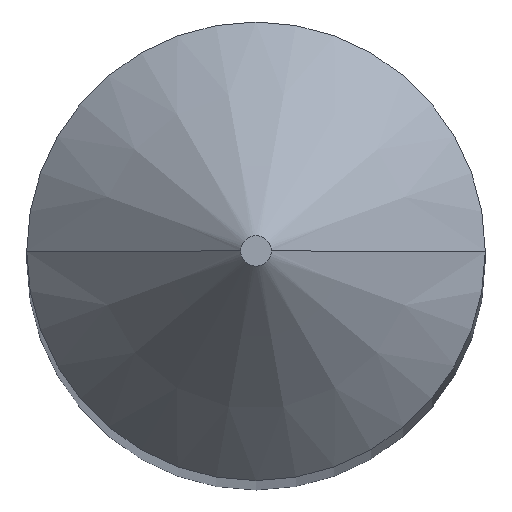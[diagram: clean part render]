
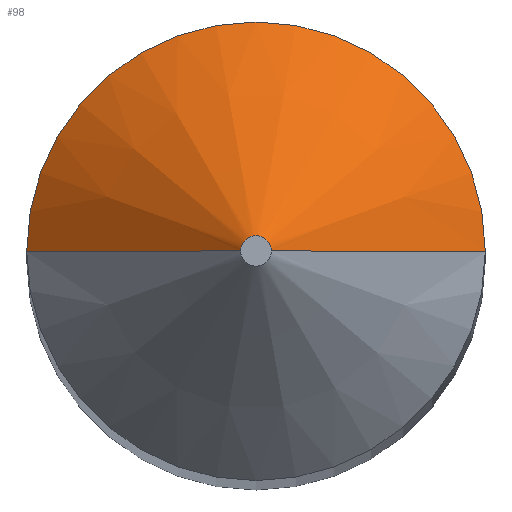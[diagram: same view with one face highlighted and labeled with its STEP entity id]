
A CAD part, top view. The second image highlights one B-rep face of the part: STEP entity #98.
In plain terms, the highlighted conical face has half-angle 45 degrees and reference radius 0.1 mm.
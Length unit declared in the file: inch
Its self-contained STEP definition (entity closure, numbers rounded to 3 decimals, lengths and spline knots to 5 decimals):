
#3 = CIRCLE ( 'NONE', #102, 0.05905 ) ;
#4 = EDGE_CURVE ( 'NONE', #190, #229, #196, .T. ) ;
#12 = AXIS2_PLACEMENT_3D ( 'NONE', #67, #201, #34 ) ;
#16 = VERTEX_POINT ( 'NONE', #142 ) ;
#28 = VECTOR ( 'NONE', #167, 39.37008 ) ;
#29 = EDGE_CURVE ( 'NONE', #16, #66, #99, .T. ) ;
#30 = CARTESIAN_POINT ( 'NONE',  ( 0.00394, 0., 1.49606 ) ) ;
#33 = CARTESIAN_POINT ( 'NONE',  ( -0.00394, 0., 1.49606 ) ) ;
#34 = DIRECTION ( 'NONE',  ( -1., 0., 0. ) ) ;
#45 = DIRECTION ( 'NONE',  ( -0.707, 0., -0.707 ) ) ;
#56 = CARTESIAN_POINT ( 'NONE',  ( 0., 0., 1.49606 ) ) ;
#62 = EDGE_CURVE ( 'NONE', #16, #190, #148, .T. ) ;
#66 = VERTEX_POINT ( 'NONE', #81 ) ;
#67 = CARTESIAN_POINT ( 'NONE',  ( 0., 0., 1.49606 ) ) ;
#81 = CARTESIAN_POINT ( 'NONE',  ( -0.05905, 0., 1.44094 ) ) ;
#83 = CONICAL_SURFACE ( 'NONE', #225, 0.00394, 0.785 ) ;
#89 = EDGE_CURVE ( 'NONE', #66, #229, #3, .T. ) ;
#98 = ADVANCED_FACE ( 'NONE', ( #160 ), #83, .T. ) ;
#99 = LINE ( 'NONE', #33, #184 ) ;
#100 = CARTESIAN_POINT ( 'NONE',  ( 0., 0., 1.44094 ) ) ;
#102 = AXIS2_PLACEMENT_3D ( 'NONE', #100, #186, #239 ) ;
#104 = EDGE_LOOP ( 'NONE', ( #128, #122, #144, #145 ) ) ;
#122 = ORIENTED_EDGE ( 'NONE', *, *, #62, .T. ) ;
#128 = ORIENTED_EDGE ( 'NONE', *, *, #29, .F. ) ;
#137 = DIRECTION ( 'NONE',  ( 1., 0., 0. ) ) ;
#142 = CARTESIAN_POINT ( 'NONE',  ( -0.00394, 0., 1.49606 ) ) ;
#144 = ORIENTED_EDGE ( 'NONE', *, *, #4, .T. ) ;
#145 = ORIENTED_EDGE ( 'NONE', *, *, #89, .F. ) ;
#148 = CIRCLE ( 'NONE', #12, 0.00394 ) ;
#159 = DIRECTION ( 'NONE',  ( 0., 0., -1. ) ) ;
#160 = FACE_OUTER_BOUND ( 'NONE', #104, .T. ) ;
#167 = DIRECTION ( 'NONE',  ( 0.707, 0., -0.707 ) ) ;
#184 = VECTOR ( 'NONE', #45, 39.37008 ) ;
#186 = DIRECTION ( 'NONE',  ( 0., 0., -1. ) ) ;
#190 = VERTEX_POINT ( 'NONE', #220 ) ;
#192 = CARTESIAN_POINT ( 'NONE',  ( 0.05905, 0., 1.44094 ) ) ;
#196 = LINE ( 'NONE', #30, #28 ) ;
#201 = DIRECTION ( 'NONE',  ( 0., 0., -1. ) ) ;
#220 = CARTESIAN_POINT ( 'NONE',  ( 0.00394, 0., 1.49606 ) ) ;
#225 = AXIS2_PLACEMENT_3D ( 'NONE', #56, #159, #137 ) ;
#229 = VERTEX_POINT ( 'NONE', #192 ) ;
#239 = DIRECTION ( 'NONE',  ( -1., 0., 0. ) ) ;
